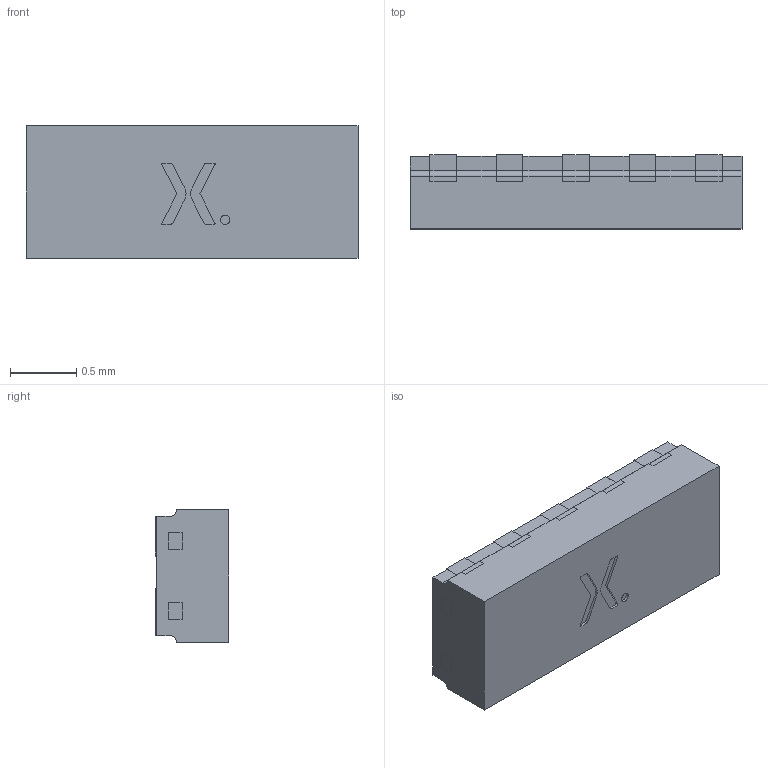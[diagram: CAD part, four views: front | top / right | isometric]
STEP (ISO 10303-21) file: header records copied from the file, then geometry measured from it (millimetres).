
FILE_DESCRIPTION(/* description */ (''),/* implementation_level */ '2;1');
FILE_NAME(/* name */ 'SOT1176D v1.step',/* time_stamp */ '2023-12-19T14:49:42+01:00',/* author */ (''),/* organization */ (''),/* preprocessor_version */ 'ST-DEVELOPER v20',/* originating_system */ 'Autodesk Translation Framework v12.9.0.99',/* authorisation */ '');
FILE_SCHEMA (('AUTOMOTIVE_DESIGN { 1 0 10303 214 3 1 1 }'));
Length unit declared in the file: millimetre
Products named in the file (3): SOT1176D; SOT1176D LF; SOT1176D Mold body
Assembly tree (2 placements, depth 2):
  SOT1176D
    SOT1176D LF
    SOT1176D Mold body
Bounding box: 2.5 x 0.56 x 1 mm (x, y, z)
Volume: 1.3 mm3; surface area: 13.7 mm2
Topology: 15 solids, 15 shells, 244 faces, 621 edges, 414 vertices
Faces by surface type: plane 211, cylinder 33
Full cylindrical faces by diameter (mm): 0.069 x1
Entity records: 7377 total; most frequent: CARTESIAN_POINT 1285, ORIENTED_EDGE 1242, DIRECTION 1187, EDGE_CURVE 621, LINE 555, VECTOR 555, VERTEX_POINT 414, AXIS2_PLACEMENT_3D 316
